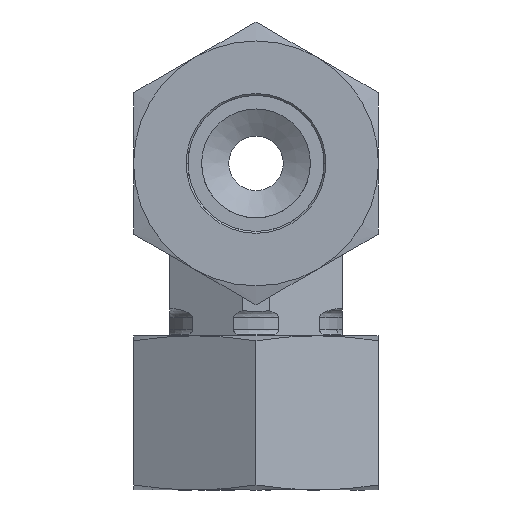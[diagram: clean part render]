
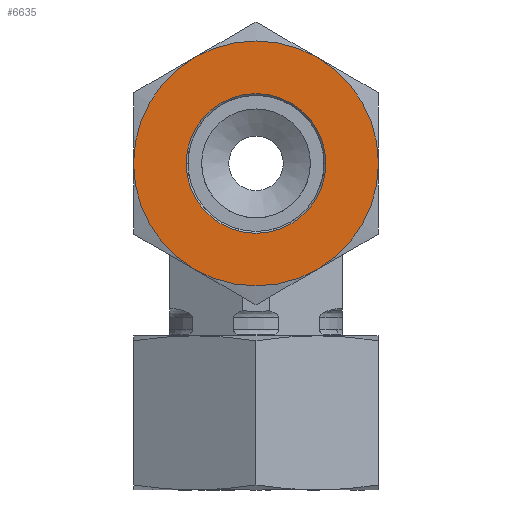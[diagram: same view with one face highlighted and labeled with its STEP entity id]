
A CAD part, front view. The second image highlights one B-rep face of the part: STEP entity #6635.
In plain terms, the highlighted face is planar.
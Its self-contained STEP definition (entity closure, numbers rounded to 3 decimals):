
#6539=CARTESIAN_POINT('',(7.7,0.,17.0));
#6540=VERTEX_POINT('',#6539);
#6541=CARTESIAN_POINT('',(0.0,0.0,17.0));
#6542=DIRECTION('',(0.0,0.0,1.0));
#6543=DIRECTION('',(-1.0,0.0,0.0));
#6544=AXIS2_PLACEMENT_3D('',#6541,#6542,#6543);
#6545=CIRCLE('',#6544,7.7);
#6546=EDGE_CURVE('',#6540,#6540,#6545,.T.);
#6571=CARTESIAN_POINT('',(0.,0.0,17.0));
#6572=DIRECTION('',(0.0,0.0,1.0));
#6573=DIRECTION('',(1.0,0.0,0.0));
#6574=AXIS2_PLACEMENT_3D('',#6571,#6572,#6573);
#6575=PLANE('',#6574);
#6576=CARTESIAN_POINT('',(-6.75,-11.691,17.0));
#6577=VERTEX_POINT('',#6576);
#6578=CARTESIAN_POINT('',(6.75,-11.691,17.0));
#6579=VERTEX_POINT('',#6578);
#6580=CARTESIAN_POINT('',(0.0,0.0,17.0));
#6581=DIRECTION('',(0.0,0.0,1.0));
#6582=DIRECTION('',(-0.5,-0.866,0.0));
#6583=AXIS2_PLACEMENT_3D('',#6580,#6581,#6582);
#6584=CIRCLE('',#6583,13.5);
#6585=EDGE_CURVE('',#6577,#6579,#6584,.T.);
#6586=ORIENTED_EDGE('',*,*,#6585,.T.);
#6587=CARTESIAN_POINT('',(13.5,0.,17.0));
#6588=VERTEX_POINT('',#6587);
#6589=CARTESIAN_POINT('',(0.0,0.0,17.0));
#6590=DIRECTION('',(0.0,0.0,1.0));
#6591=DIRECTION('',(-0.5,-0.866,0.0));
#6592=AXIS2_PLACEMENT_3D('',#6589,#6590,#6591);
#6593=CIRCLE('',#6592,13.5);
#6594=EDGE_CURVE('',#6579,#6588,#6593,.T.);
#6595=ORIENTED_EDGE('',*,*,#6594,.T.);
#6596=CARTESIAN_POINT('',(6.75,11.691,17.0));
#6597=VERTEX_POINT('',#6596);
#6598=CARTESIAN_POINT('',(0.0,0.0,17.0));
#6599=DIRECTION('',(0.0,0.0,1.0));
#6600=DIRECTION('',(-0.5,-0.866,0.0));
#6601=AXIS2_PLACEMENT_3D('',#6598,#6599,#6600);
#6602=CIRCLE('',#6601,13.5);
#6603=EDGE_CURVE('',#6588,#6597,#6602,.T.);
#6604=ORIENTED_EDGE('',*,*,#6603,.T.);
#6605=CARTESIAN_POINT('',(-6.75,11.691,17.0));
#6606=VERTEX_POINT('',#6605);
#6607=CARTESIAN_POINT('',(0.0,0.0,17.0));
#6608=DIRECTION('',(0.0,0.0,1.0));
#6609=DIRECTION('',(-0.5,-0.866,0.0));
#6610=AXIS2_PLACEMENT_3D('',#6607,#6608,#6609);
#6611=CIRCLE('',#6610,13.5);
#6612=EDGE_CURVE('',#6597,#6606,#6611,.T.);
#6613=ORIENTED_EDGE('',*,*,#6612,.T.);
#6614=CARTESIAN_POINT('',(-13.5,0.0,17.0));
#6615=VERTEX_POINT('',#6614);
#6616=CARTESIAN_POINT('',(0.0,0.0,17.0));
#6617=DIRECTION('',(0.0,0.0,1.0));
#6618=DIRECTION('',(-0.5,-0.866,0.0));
#6619=AXIS2_PLACEMENT_3D('',#6616,#6617,#6618);
#6620=CIRCLE('',#6619,13.5);
#6621=EDGE_CURVE('',#6606,#6615,#6620,.T.);
#6622=ORIENTED_EDGE('',*,*,#6621,.T.);
#6623=CARTESIAN_POINT('',(0.0,0.0,17.0));
#6624=DIRECTION('',(0.0,0.0,1.0));
#6625=DIRECTION('',(-0.5,-0.866,0.0));
#6626=AXIS2_PLACEMENT_3D('',#6623,#6624,#6625);
#6627=CIRCLE('',#6626,13.5);
#6628=EDGE_CURVE('',#6615,#6577,#6627,.T.);
#6629=ORIENTED_EDGE('',*,*,#6628,.T.);
#6630=EDGE_LOOP('',(#6586,#6595,#6604,#6613,#6622,#6629));
#6631=FACE_OUTER_BOUND('',#6630,.T.);
#6632=ORIENTED_EDGE('',*,*,#6546,.F.);
#6633=EDGE_LOOP('',(#6632));
#6634=FACE_BOUND('',#6633,.T.);
#6635=ADVANCED_FACE('',(#6631,#6634),#6575,.T.);
